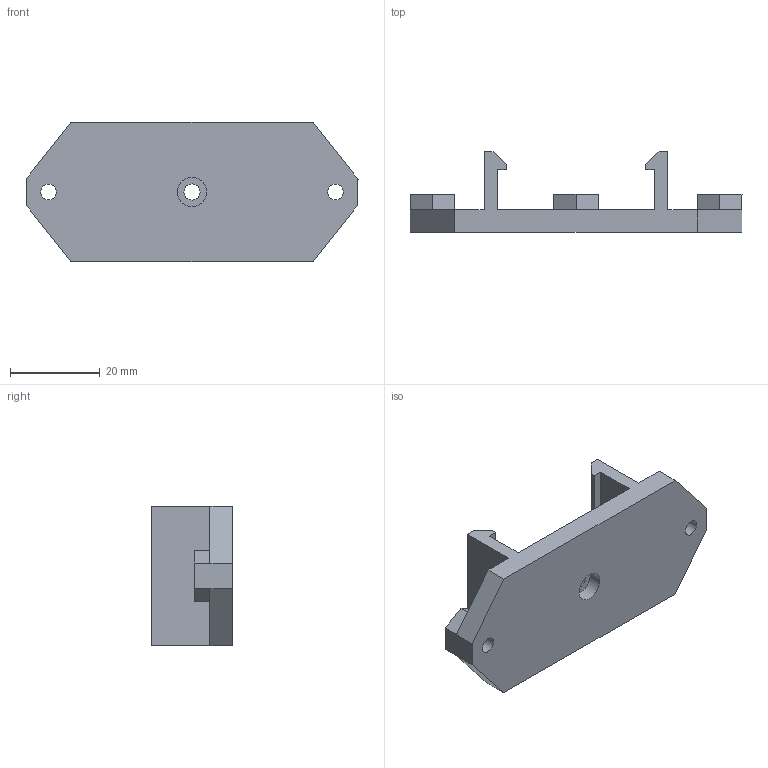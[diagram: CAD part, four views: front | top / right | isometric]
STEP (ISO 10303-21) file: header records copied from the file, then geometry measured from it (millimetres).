
FILE_DESCRIPTION(/* description */ ('Unknown'),/* implementation_level */ '2;1');
FILE_NAME(/* name */ 'ESP_Adapter',/* time_stamp */ '2021-01-24T16:32:23+01:00',/* author */ ('Unknown'),/* organization */ ('Unknown'),/* preprocessor_version */ 'ST-DEVELOPER v16.7',/* originating_system */ 'DEX',/* authorisation */ $);
FILE_SCHEMA (('AUTOMOTIVE_DESIGN {1 0 10303 214 3 1 1}'));
Length unit declared in the file: millimetre
Products named in the file (1): MDesign
Bounding box: 74 x 18 x 31 mm (x, y, z)
Volume: 13209.5 mm3; surface area: 7641.1 mm2
Topology: 1 solids, 1 shells, 69 faces, 185 edges, 123 vertices
Faces by surface type: plane 65, cylinder 4
Full cylindrical faces by diameter (mm): 3.5 x2, 3.6 x1, 6.5 x1
Entity records: 2114 total; most frequent: CARTESIAN_POINT 368, ORIENTED_EDGE 356, DIRECTION 326, EDGE_CURVE 178, LINE 170, VECTOR 170, VERTEX_POINT 120, EDGE_LOOP 84
